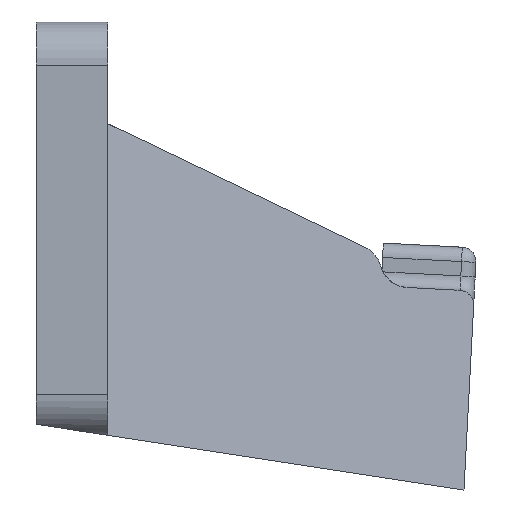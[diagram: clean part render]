
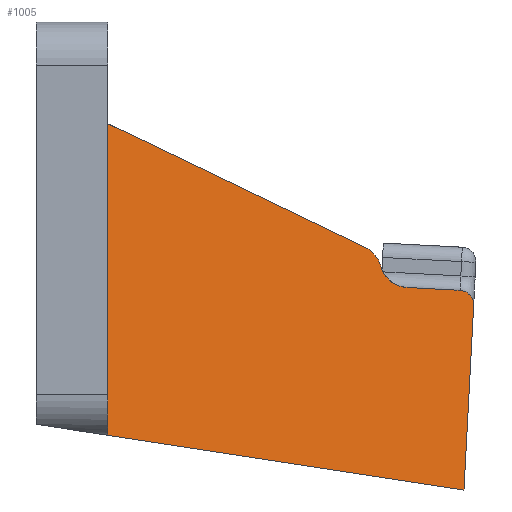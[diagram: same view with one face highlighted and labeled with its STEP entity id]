
A CAD part, front view. The second image highlights one B-rep face of the part: STEP entity #1005.
In plain terms, the highlighted planar face has unit normal (0.342, -0.94, 0).
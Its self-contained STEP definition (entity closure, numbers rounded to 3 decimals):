
#105=PLANE('',#1119);
#148=FACE_OUTER_BOUND('',#212,.T.);
#212=EDGE_LOOP('',(#827,#828,#829,#830,#831,#832,#833,#834));
#272=LINE('',#1583,#355);
#277=LINE('',#1600,#360);
#305=LINE('',#1689,#388);
#307=LINE('',#1693,#390);
#308=LINE('',#1694,#391);
#355=VECTOR('',#1268,1000.);
#360=VECTOR('',#1291,1000.);
#388=VECTOR('',#1377,1000.);
#390=VECTOR('',#1381,10.);
#391=VECTOR('',#1382,1000.);
#413=ELLIPSE('',#1044,2.129,2.);
#417=ELLIPSE('',#1050,2.129,2.);
#420=ELLIPSE('',#1082,1.064,1.);
#426=VERTEX_POINT('',#1487);
#427=VERTEX_POINT('',#1488);
#432=VERTEX_POINT('',#1502);
#459=VERTEX_POINT('',#1582);
#460=VERTEX_POINT('',#1586);
#462=VERTEX_POINT('',#1599);
#494=VERTEX_POINT('',#1688);
#495=VERTEX_POINT('',#1692);
#518=EDGE_CURVE('',#426,#427,#413,.T.);
#525=EDGE_CURVE('',#427,#432,#417,.T.);
#565=EDGE_CURVE('',#426,#459,#272,.T.);
#567=EDGE_CURVE('',#459,#460,#420,.T.);
#574=EDGE_CURVE('',#462,#460,#277,.T.);
#616=EDGE_CURVE('',#494,#432,#305,.T.);
#618=EDGE_CURVE('',#495,#462,#307,.T.);
#619=EDGE_CURVE('',#495,#494,#308,.T.);
#827=ORIENTED_EDGE('',*,*,#618,.T.);
#828=ORIENTED_EDGE('',*,*,#574,.T.);
#829=ORIENTED_EDGE('',*,*,#567,.F.);
#830=ORIENTED_EDGE('',*,*,#565,.F.);
#831=ORIENTED_EDGE('',*,*,#518,.T.);
#832=ORIENTED_EDGE('',*,*,#525,.T.);
#833=ORIENTED_EDGE('',*,*,#616,.F.);
#834=ORIENTED_EDGE('',*,*,#619,.F.);
#1005=ADVANCED_FACE('',(#148),#105,.T.);
#1044=AXIS2_PLACEMENT_3D('',#1489,#1169,#1170);
#1050=AXIS2_PLACEMENT_3D('',#1503,#1184,#1185);
#1082=AXIS2_PLACEMENT_3D('',#1587,#1272,#1273);
#1119=AXIS2_PLACEMENT_3D('',#1691,#1379,#1380);
#1169=DIRECTION('center_axis',(-0.342,0.94,0.));
#1170=DIRECTION('ref_axis',(0.94,0.342,0.));
#1184=DIRECTION('center_axis',(0.342,-0.94,0.));
#1185=DIRECTION('ref_axis',(0.94,0.342,0.));
#1268=DIRECTION('',(0.938,0.342,-0.049));
#1272=DIRECTION('center_axis',(-0.342,0.94,0.));
#1273=DIRECTION('ref_axis',(0.94,0.342,0.));
#1291=DIRECTION('',(0.052,0.019,0.998));
#1377=DIRECTION('',(0.856,0.312,-0.412));
#1379=DIRECTION('center_axis',(0.342,-0.94,0.));
#1380=DIRECTION('ref_axis',(-0.94,-0.342,0.));
#1381=DIRECTION('',(0.93,0.339,-0.143));
#1382=DIRECTION('',(0.,0.,1.));
#1487=CARTESIAN_POINT('',(20.801,-36.387,-18.467));
#1488=CARTESIAN_POINT('',(18.972,-37.053,-16.981));
#1489=CARTESIAN_POINT('Origin',(20.906,-36.348,-16.47));
#1502=CARTESIAN_POINT('',(17.906,-37.441,-15.689));
#1503=CARTESIAN_POINT('Origin',(17.039,-37.757,-17.491));
#1582=CARTESIAN_POINT('',(24.488,-35.044,-18.66));
#1583=CARTESIAN_POINT('',(32.41,-32.158,-19.076));
#1586=CARTESIAN_POINT('',(25.434,-34.699,-19.711));
#1587=CARTESIAN_POINT('Origin',(24.435,-35.063,-19.659));
#1599=CARTESIAN_POINT('',(24.761,-34.944,-32.551));
#1600=CARTESIAN_POINT('',(24.458,-35.055,-38.343));
#1688=CARTESIAN_POINT('',(0.,-43.964,-7.069));
#1689=CARTESIAN_POINT('',(11.373,-39.821,-12.544));
#1691=CARTESIAN_POINT('Origin',(1.,-43.6,-36.95));
#1692=CARTESIAN_POINT('',(0.,-43.964,-28.746));
#1693=CARTESIAN_POINT('',(8.733,-40.783,-30.088));
#1694=CARTESIAN_POINT('',(0.,-43.964,-36.95));
